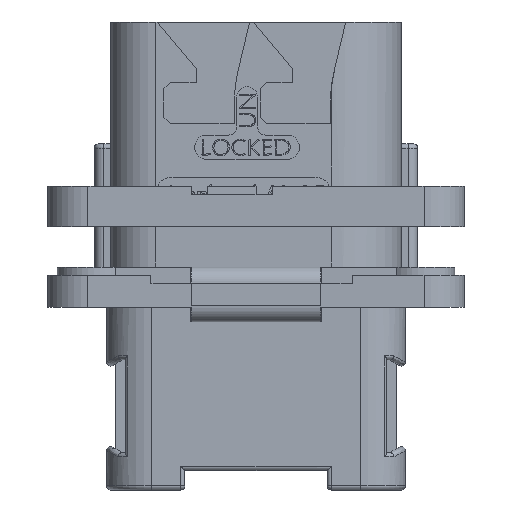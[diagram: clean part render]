
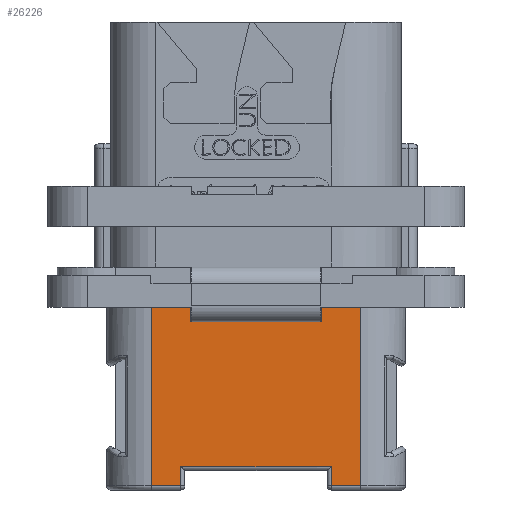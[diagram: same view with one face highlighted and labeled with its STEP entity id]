
A CAD part, left-side view. The second image highlights one B-rep face of the part: STEP entity #26226.
In plain terms, the highlighted planar face has unit normal (-1, 0, 0).
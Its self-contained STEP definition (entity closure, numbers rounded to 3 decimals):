
#2720=DIRECTION('',(0.,1.,0.));
#2721=VECTOR('',#2720,12.9);
#2722=CARTESIAN_POINT('',(-9.25,-6.45,0.));
#2723=LINE('',#2722,#2721);
#3292=DIRECTION('',(0.,1.,0.));
#3293=VECTOR('',#3292,9.294);
#3294=CARTESIAN_POINT('',(-9.25,-4.647,-9.85));
#3295=LINE('',#3294,#3293);
#3296=DIRECTION('',(0.,1.,0.));
#3297=VECTOR('',#3296,1.803);
#3298=CARTESIAN_POINT('',(-9.25,4.647,-11.05));
#3299=LINE('',#3298,#3297);
#3300=DIRECTION('',(0.,0.,1.));
#3301=VECTOR('',#3300,11.05);
#3302=CARTESIAN_POINT('',(-9.25,6.45,-11.05));
#3303=LINE('',#3302,#3301);
#3304=DIRECTION('',(0.,0.,1.));
#3305=VECTOR('',#3304,11.05);
#3306=CARTESIAN_POINT('',(-9.25,-6.45,-11.05));
#3307=LINE('',#3306,#3305);
#3308=DIRECTION('',(0.,1.,0.));
#3309=VECTOR('',#3308,1.803);
#3310=CARTESIAN_POINT('',(-9.25,-6.45,-11.05));
#3311=LINE('',#3310,#3309);
#3337=DIRECTION('',(0.,0.,-1.));
#3338=VECTOR('',#3337,1.2);
#3339=CARTESIAN_POINT('',(-9.25,-4.647,-9.85));
#3340=LINE('',#3339,#3338);
#7822=DIRECTION('',(0.,0.,1.));
#7823=VECTOR('',#7822,1.2);
#7824=CARTESIAN_POINT('',(-9.25,4.647,-11.05));
#7825=LINE('',#7824,#7823);
#20369=CARTESIAN_POINT('',(-9.25,-6.45,0.));
#20370=CARTESIAN_POINT('',(-9.25,6.45,0.));
#20371=VERTEX_POINT('',#20369);
#20372=VERTEX_POINT('',#20370);
#20469=CARTESIAN_POINT('',(-9.25,-6.45,-11.05));
#20470=VERTEX_POINT('',#20469);
#20473=CARTESIAN_POINT('',(-9.25,-4.647,-11.05));
#20474=VERTEX_POINT('',#20473);
#20490=CARTESIAN_POINT('',(-9.25,4.647,-11.05));
#20492=VERTEX_POINT('',#20490);
#20495=CARTESIAN_POINT('',(-9.25,6.45,-11.05));
#20496=VERTEX_POINT('',#20495);
#20918=CARTESIAN_POINT('',(-9.25,-4.647,-9.85));
#20919=CARTESIAN_POINT('',(-9.25,4.647,-9.85));
#20920=VERTEX_POINT('',#20918);
#20921=VERTEX_POINT('',#20919);
#26204=CARTESIAN_POINT('',(-9.25,-9.25,0.));
#26205=DIRECTION('',(-1.,0.,0.));
#26206=DIRECTION('',(0.,1.,0.));
#26207=AXIS2_PLACEMENT_3D('',#26204,#26205,#26206);
#26208=PLANE('',#26207);
#26210=ORIENTED_EDGE('',*,*,#26209,.T.);
#26212=ORIENTED_EDGE('',*,*,#26211,.F.);
#26214=ORIENTED_EDGE('',*,*,#26213,.T.);
#26216=ORIENTED_EDGE('',*,*,#26215,.T.);
#26217=ORIENTED_EDGE('',*,*,#25326,.F.);
#26219=ORIENTED_EDGE('',*,*,#26218,.F.);
#26221=ORIENTED_EDGE('',*,*,#26220,.T.);
#26223=ORIENTED_EDGE('',*,*,#26222,.F.);
#26224=EDGE_LOOP('',(#26210,#26212,#26214,#26216,#26217,#26219,#26221,#26223));
#26225=FACE_OUTER_BOUND('',#26224,.F.);
#26226=ADVANCED_FACE('',(#26225),#26208,.T.);
#25326=EDGE_CURVE('',#20371,#20372,#2723,.T.);
#26209=EDGE_CURVE('',#20920,#20921,#3295,.T.);
#26211=EDGE_CURVE('',#20492,#20921,#7825,.T.);
#26213=EDGE_CURVE('',#20492,#20496,#3299,.T.);
#26215=EDGE_CURVE('',#20496,#20372,#3303,.T.);
#26218=EDGE_CURVE('',#20470,#20371,#3307,.T.);
#26220=EDGE_CURVE('',#20470,#20474,#3311,.T.);
#26222=EDGE_CURVE('',#20920,#20474,#3340,.T.);
